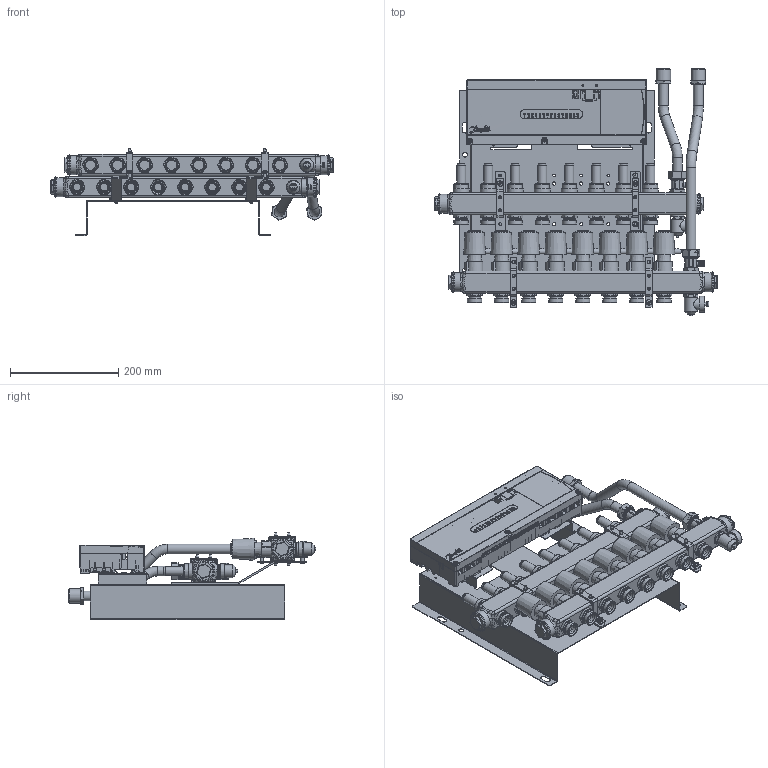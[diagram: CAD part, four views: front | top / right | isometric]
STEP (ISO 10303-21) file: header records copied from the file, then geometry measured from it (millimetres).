
FILE_DESCRIPTION (( 'STEP AP214' ), '1' );
FILE_NAME ('145H1948.STEP', '2024-08-27T07:06:06', ( '' ), ( '' ), 'SwSTEP 2.0', 'SolidWorks 2023', '' );
FILE_SCHEMA (( 'AUTOMOTIVE_DESIGN' ));
Length unit declared in the file: millimetre
Products named in the file (1): 145H1948
Bounding box: 522 x 458.37 x 161 mm (x, y, z)
Surface area: 963157 mm2 (no closed solid volume)
Topology: 0 solids, 262 shells, 2712 faces, 15661 edges, 12820 vertices
Faces by surface type: plane 1590, cylinder 608, cone 267, bspline 136, torus 104, sphere 7
Full cylindrical faces by diameter (mm): 2 x2, 2.043 x1, 3.3 x3, 4.2 x2, 5 x13, 6 x27, 6.5 x1, 7 x2, 8.7 x2, 9 x1, 9.2 x1, 10 x5, 14 x8, 16 x2, 16.6 x8, 18 x6, 18.4 x1, 18.755 x12, 21 x8, 22 x18, 23.75 x2, 24 x2, 26 x2, 26.44 x16, 26.441 x2, 26.68 x8, 29 x2, 29.86 x8, 35.2 x4, 35.8 x4
Entity records: 203509 total; most frequent: CARTESIAN_POINT 63662, DIRECTION 19744, ORIENTED_EDGE 19520, EDGE_CURVE 15199, VERTEX_POINT 12743, VECTOR 9608, LINE 9608, AXIS2_PLACEMENT_3D 5068
